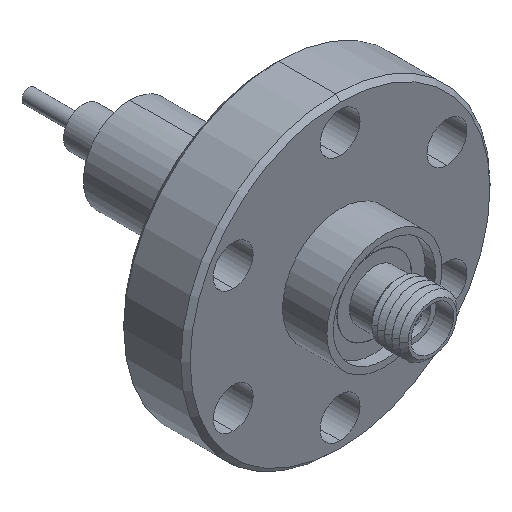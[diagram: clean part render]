
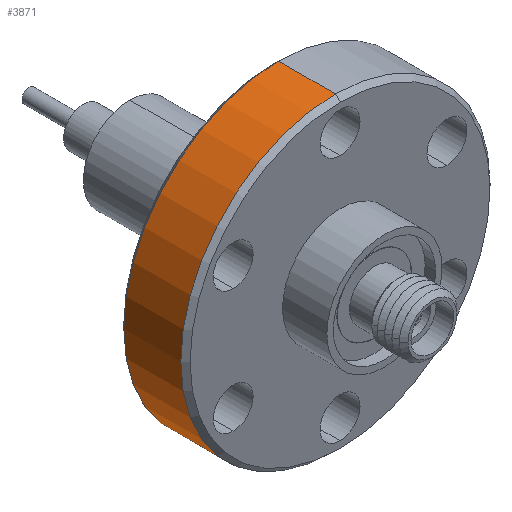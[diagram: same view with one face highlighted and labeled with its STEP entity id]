
A CAD part, isometric view. The second image highlights one B-rep face of the part: STEP entity #3871.
In plain terms, the highlighted cylindrical face has radius 16.891 mm (diameter 33.782 mm), a partial arc.
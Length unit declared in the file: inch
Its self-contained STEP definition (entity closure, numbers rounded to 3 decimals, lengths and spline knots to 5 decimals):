
#13 = CARTESIAN_POINT ( 'NONE',  ( 0., 0.265, -0.665 ) ) ;
#151 = VERTEX_POINT ( 'NONE', #13 ) ;
#609 = DIRECTION ( 'NONE',  ( 0., -1., 0. ) ) ;
#612 = FACE_OUTER_BOUND ( 'NONE', #1745, .T. ) ;
#613 = CARTESIAN_POINT ( 'NONE',  ( 0., 0., 0. ) ) ;
#615 = CYLINDRICAL_SURFACE ( 'NONE', #1858, 0.665 ) ;
#616 = DIRECTION ( 'NONE',  ( 0., 0., -1. ) ) ;
#702 = CARTESIAN_POINT ( 'NONE',  ( 0., 0.265, 0.665 ) ) ;
#722 = CARTESIAN_POINT ( 'NONE',  ( 0., 0.02, -0.665 ) ) ;
#729 = CARTESIAN_POINT ( 'NONE',  ( 0., 0.02, 0.665 ) ) ;
#1211 = VERTEX_POINT ( 'NONE', #729 ) ;
#1265 = VERTEX_POINT ( 'NONE', #722 ) ;
#1309 = VERTEX_POINT ( 'NONE', #702 ) ;
#1406 = ORIENTED_EDGE ( 'NONE', *, *, #2347, .T. ) ;
#1407 = ORIENTED_EDGE ( 'NONE', *, *, #2229, .F. ) ;
#1417 = ORIENTED_EDGE ( 'NONE', *, *, #2349, .F. ) ;
#1418 = ORIENTED_EDGE ( 'NONE', *, *, #2230, .T. ) ;
#1745 = EDGE_LOOP ( 'NONE', ( #1417, #1418, #1406, #1407 ) ) ;
#1858 = AXIS2_PLACEMENT_3D ( 'NONE', #613, #609, #616 ) ;
#2229 = EDGE_CURVE ( 'NONE', #1211, #1265, #3718, .T. ) ;
#2230 = EDGE_CURVE ( 'NONE', #1309, #151, #3841, .T. ) ;
#2347 = EDGE_CURVE ( 'NONE', #151, #1265, #3537, .T. ) ;
#2349 = EDGE_CURVE ( 'NONE', #1309, #1211, #3538, .T. ) ;
#3249 = CARTESIAN_POINT ( 'NONE',  ( 0., 0.02, 0. ) ) ;
#3250 = DIRECTION ( 'NONE',  ( 0., -1., 0. ) ) ;
#3251 = DIRECTION ( 'NONE',  ( 0., 0., -1. ) ) ;
#3252 = CARTESIAN_POINT ( 'NONE',  ( 0., 0.265, 0. ) ) ;
#3253 = DIRECTION ( 'NONE',  ( 0., -1., 0. ) ) ;
#3254 = DIRECTION ( 'NONE',  ( 0., 0., -1. ) ) ;
#3536 = CARTESIAN_POINT ( 'NONE',  ( 0., 0., -0.665 ) ) ;
#3537 = LINE ( 'NONE', #3536, #3704 ) ;
#3538 = LINE ( 'NONE', #3539, #3696 ) ;
#3539 = CARTESIAN_POINT ( 'NONE',  ( 0., 0., 0.665 ) ) ;
#3543 = DIRECTION ( 'NONE',  ( 0., -1., 0. ) ) ;
#3550 = DIRECTION ( 'NONE',  ( 0., -1., 0. ) ) ;
#3656 = AXIS2_PLACEMENT_3D ( 'NONE', #3252, #3253, #3254 ) ;
#3671 = AXIS2_PLACEMENT_3D ( 'NONE', #3249, #3250, #3251 ) ;
#3696 = VECTOR ( 'NONE', #3550, 39.37008 ) ;
#3704 = VECTOR ( 'NONE', #3543, 39.37008 ) ;
#3718 = CIRCLE ( 'NONE', #3671, 0.665 ) ;
#3841 = CIRCLE ( 'NONE', #3656, 0.665 ) ;
#3871 = ADVANCED_FACE ( 'NONE', ( #612 ), #615, .T. ) ;
